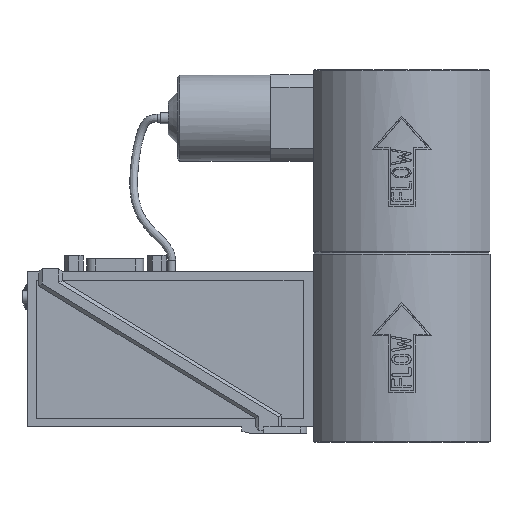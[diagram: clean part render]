
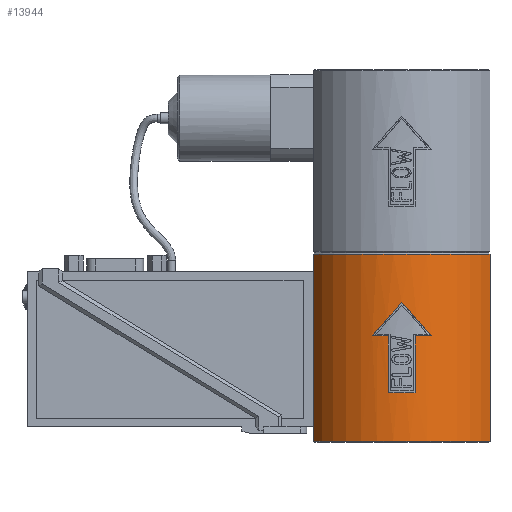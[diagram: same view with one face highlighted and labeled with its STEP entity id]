
A CAD part, left-side view. The second image highlights one B-rep face of the part: STEP entity #13944.
In plain terms, the highlighted cylindrical face has radius 29.5 mm (diameter 59 mm), a partial arc.
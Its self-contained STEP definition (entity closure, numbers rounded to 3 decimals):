
#436=CARTESIAN_POINT('',(-12.961,-26.5,-0.4));
#437=VERTEX_POINT('',#436);
#446=CARTESIAN_POINT('',(-12.961,-26.5,-56.6));
#447=VERTEX_POINT('',#446);
#448=CARTESIAN_POINT('',(-12.961,-26.5,-0.4));
#449=DIRECTION('',(0.0,0.0,-1.0));
#450=VECTOR('',#449,56.2);
#451=LINE('',#448,#450);
#452=EDGE_CURVE('',#437,#447,#451,.T.);
#8982=CARTESIAN_POINT('',(-29.229,-3.988,-42.));
#8983=VERTEX_POINT('',#8982);
#8984=CARTESIAN_POINT('',(-29.229,3.988,-42.0));
#8985=VERTEX_POINT('',#8984);
#8986=CARTESIAN_POINT('',(0.,0.,-42.));
#8987=DIRECTION('',(0.0,0.0,-1.0));
#8988=DIRECTION('',(-1.0,0.0,0.0));
#8989=AXIS2_PLACEMENT_3D('',#8986,#8987,#8988);
#8990=CIRCLE('',#8989,29.5);
#8991=EDGE_CURVE('',#8983,#8985,#8990,.T.);
#9014=CARTESIAN_POINT('',(-29.229,-3.988,-25.));
#9015=VERTEX_POINT('',#9014);
#9016=CARTESIAN_POINT('',(-29.229,-3.988,-25.));
#9017=DIRECTION('',(0.0,0.0,-1.0));
#9018=VECTOR('',#9017,17.);
#9019=LINE('',#9016,#9018);
#9020=EDGE_CURVE('',#9015,#8983,#9019,.T.);
#9038=CARTESIAN_POINT('',(-28.138,-8.861,-25.));
#9039=VERTEX_POINT('',#9038);
#9040=CARTESIAN_POINT('',(0.,0.,-25.));
#9041=DIRECTION('',(0.0,0.0,-1.0));
#9042=DIRECTION('',(-1.0,0.0,0.0));
#9043=AXIS2_PLACEMENT_3D('',#9040,#9041,#9042);
#9044=CIRCLE('',#9043,29.5);
#9045=EDGE_CURVE('',#9039,#9015,#9044,.T.);
#9171=CARTESIAN_POINT('',(-29.5,0.,-15.));
#9172=VERTEX_POINT('',#9171);
#9173=CARTESIAN_POINT('',(-29.5,0.,-15.0));
#9174=CARTESIAN_POINT('',(-29.5,-0.216,-15.24));
#9175=CARTESIAN_POINT('',(-29.496,-0.615,-15.683));
#9176=CARTESIAN_POINT('',(-29.481,-1.087,-16.208));
#9177=CARTESIAN_POINT('',(-29.463,-1.492,-16.659));
#9178=CARTESIAN_POINT('',(-29.446,-1.789,-16.989));
#9179=CARTESIAN_POINT('',(-29.421,-2.16,-17.402));
#9180=CARTESIAN_POINT('',(-29.398,-2.456,-17.732));
#9181=CARTESIAN_POINT('',(-29.365,-2.826,-18.145));
#9182=CARTESIAN_POINT('',(-29.335,-3.122,-18.476));
#9183=CARTESIAN_POINT('',(-29.293,-3.491,-18.888));
#9184=CARTESIAN_POINT('',(-29.257,-3.787,-19.219));
#9185=CARTESIAN_POINT('',(-29.207,-4.155,-19.632));
#9186=CARTESIAN_POINT('',(-29.163,-4.449,-19.962));
#9187=CARTESIAN_POINT('',(-29.105,-4.816,-20.375));
#9188=CARTESIAN_POINT('',(-29.055,-5.109,-20.705));
#9189=CARTESIAN_POINT('',(-28.988,-5.475,-21.118));
#9190=CARTESIAN_POINT('',(-28.932,-5.767,-21.449));
#9191=CARTESIAN_POINT('',(-28.857,-6.131,-21.862));
#9192=CARTESIAN_POINT('',(-28.793,-6.421,-22.192));
#9193=CARTESIAN_POINT('',(-28.71,-6.783,-22.605));
#9194=CARTESIAN_POINT('',(-28.64,-7.072,-22.935));
#9195=CARTESIAN_POINT('',(-28.549,-7.433,-23.348));
#9196=CARTESIAN_POINT('',(-28.473,-7.72,-23.679));
#9197=CARTESIAN_POINT('',(-28.373,-8.078,-24.092));
#9198=CARTESIAN_POINT('',(-28.27,-8.435,-24.504));
#9199=CARTESIAN_POINT('',(-28.182,-8.719,-24.835));
#9200=CARTESIAN_POINT('',(-28.138,-8.861,-25.));
#9201=B_SPLINE_CURVE_WITH_KNOTS('',3,(#9173,#9174,#9175,#9176,#9177,#9178,#9179,#9180,#9181,#9182,#9183,#9184,#9185,#9186,#9187,#9188,#9189,#9190,#9191,#9192,#9193,#9194,#9195,#9196,#9197,#9198,#9199,#9200),.UNSPECIFIED.,.F.,.U.,(4,1,1,1,1,1,1,1,1,1,1,1,1,1,1,1,1,1,1,1,1,1,1,1,1,4),(-1.345,-1.248,-1.167,-1.133,-1.067,-1.033,-0.967,-0.933,-0.867,-0.833,-0.767,-0.733,-0.667,-0.633,-0.567,-0.533,-0.467,-0.433,-0.367,-0.333,-0.267,-0.233,-0.167,-0.133,-0.067,0.0),.UNSPECIFIED.);
#9202=EDGE_CURVE('',#9172,#9039,#9201,.T.);
#9328=CARTESIAN_POINT('',(-28.138,8.861,-25.));
#9329=VERTEX_POINT('',#9328);
#9330=CARTESIAN_POINT('',(-28.138,8.861,-25.0));
#9331=CARTESIAN_POINT('',(-28.203,8.655,-24.76));
#9332=CARTESIAN_POINT('',(-28.318,8.274,-24.317));
#9333=CARTESIAN_POINT('',(-28.446,7.818,-23.792));
#9334=CARTESIAN_POINT('',(-28.551,7.427,-23.341));
#9335=CARTESIAN_POINT('',(-28.624,7.139,-23.011));
#9336=CARTESIAN_POINT('',(-28.712,6.777,-22.598));
#9337=CARTESIAN_POINT('',(-28.778,6.488,-22.268));
#9338=CARTESIAN_POINT('',(-28.858,6.125,-21.855));
#9339=CARTESIAN_POINT('',(-28.918,5.833,-21.524));
#9340=CARTESIAN_POINT('',(-28.989,5.469,-21.112));
#9341=CARTESIAN_POINT('',(-29.043,5.176,-20.781));
#9342=CARTESIAN_POINT('',(-29.106,4.81,-20.368));
#9343=CARTESIAN_POINT('',(-29.153,4.516,-20.038));
#9344=CARTESIAN_POINT('',(-29.207,4.149,-19.625));
#9345=CARTESIAN_POINT('',(-29.248,3.854,-19.295));
#9346=CARTESIAN_POINT('',(-29.294,3.485,-18.882));
#9347=CARTESIAN_POINT('',(-29.328,3.19,-18.551));
#9348=CARTESIAN_POINT('',(-29.366,2.82,-18.138));
#9349=CARTESIAN_POINT('',(-29.392,2.524,-17.808));
#9350=CARTESIAN_POINT('',(-29.422,2.154,-17.395));
#9351=CARTESIAN_POINT('',(-29.442,1.857,-17.065));
#9352=CARTESIAN_POINT('',(-29.463,1.486,-16.652));
#9353=CARTESIAN_POINT('',(-29.477,1.189,-16.321));
#9354=CARTESIAN_POINT('',(-29.489,0.818,-15.908));
#9355=CARTESIAN_POINT('',(-29.498,0.446,-15.496));
#9356=CARTESIAN_POINT('',(-29.5,0.149,-15.165));
#9357=CARTESIAN_POINT('',(-29.5,0.,-15.));
#9358=B_SPLINE_CURVE_WITH_KNOTS('',3,(#9330,#9331,#9332,#9333,#9334,#9335,#9336,#9337,#9338,#9339,#9340,#9341,#9342,#9343,#9344,#9345,#9346,#9347,#9348,#9349,#9350,#9351,#9352,#9353,#9354,#9355,#9356,#9357),.UNSPECIFIED.,.F.,.U.,(4,1,1,1,1,1,1,1,1,1,1,1,1,1,1,1,1,1,1,1,1,1,1,1,1,4),(-1.345,-1.248,-1.167,-1.133,-1.067,-1.033,-0.967,-0.933,-0.867,-0.833,-0.767,-0.733,-0.667,-0.633,-0.567,-0.533,-0.467,-0.433,-0.367,-0.333,-0.267,-0.233,-0.167,-0.133,-0.067,0.0),.UNSPECIFIED.);
#9359=EDGE_CURVE('',#9329,#9172,#9358,.T.);
#9377=CARTESIAN_POINT('',(-29.229,3.988,-25.));
#9378=VERTEX_POINT('',#9377);
#9379=CARTESIAN_POINT('',(0.,0.,-25.));
#9380=DIRECTION('',(0.0,0.0,-1.0));
#9381=DIRECTION('',(-1.0,0.0,0.0));
#9382=AXIS2_PLACEMENT_3D('',#9379,#9380,#9381);
#9383=CIRCLE('',#9382,29.5);
#9384=EDGE_CURVE('',#9378,#9329,#9383,.T.);
#9402=CARTESIAN_POINT('',(-29.229,3.988,-42.0));
#9403=DIRECTION('',(0.0,0.0,1.0));
#9404=VECTOR('',#9403,17.);
#9405=LINE('',#9402,#9404);
#9406=EDGE_CURVE('',#8985,#9378,#9405,.T.);
#13903=CARTESIAN_POINT('',(0.,0.,0.0));
#13904=DIRECTION('',(0.0,0.0,-1.0));
#13905=DIRECTION('',(-1.0,0.0,0.0));
#13906=AXIS2_PLACEMENT_3D('',#13903,#13904,#13905);
#13907=CYLINDRICAL_SURFACE('',#13906,29.5);
#13908=CARTESIAN_POINT('',(-12.961,26.5,-0.4));
#13909=VERTEX_POINT('',#13908);
#13910=CARTESIAN_POINT('',(0.,0.,-0.4));
#13911=DIRECTION('',(0.0,0.0,1.0));
#13912=DIRECTION('',(-1.0,0.0,0.0));
#13913=AXIS2_PLACEMENT_3D('',#13910,#13911,#13912);
#13914=CIRCLE('',#13913,29.5);
#13915=EDGE_CURVE('',#13909,#437,#13914,.T.);
#13916=ORIENTED_EDGE('',*,*,#13915,.F.);
#13917=CARTESIAN_POINT('',(-12.961,26.5,-56.6));
#13918=VERTEX_POINT('',#13917);
#13919=CARTESIAN_POINT('',(-12.961,26.5,-0.4));
#13920=DIRECTION('',(0.0,0.0,-1.0));
#13921=VECTOR('',#13920,56.2);
#13922=LINE('',#13919,#13921);
#13923=EDGE_CURVE('',#13909,#13918,#13922,.T.);
#13924=ORIENTED_EDGE('',*,*,#13923,.T.);
#13925=CARTESIAN_POINT('',(0.,0.,-56.6));
#13926=DIRECTION('',(0.0,0.0,-1.0));
#13927=DIRECTION('',(-1.0,0.0,0.0));
#13928=AXIS2_PLACEMENT_3D('',#13925,#13926,#13927);
#13929=CIRCLE('',#13928,29.5);
#13930=EDGE_CURVE('',#447,#13918,#13929,.T.);
#13931=ORIENTED_EDGE('',*,*,#13930,.F.);
#13932=ORIENTED_EDGE('',*,*,#452,.F.);
#13933=EDGE_LOOP('',(#13916,#13924,#13931,#13932));
#13934=FACE_OUTER_BOUND('',#13933,.T.);
#13935=ORIENTED_EDGE('',*,*,#8991,.T.);
#13936=ORIENTED_EDGE('',*,*,#9406,.T.);
#13937=ORIENTED_EDGE('',*,*,#9384,.T.);
#13938=ORIENTED_EDGE('',*,*,#9359,.T.);
#13939=ORIENTED_EDGE('',*,*,#9202,.T.);
#13940=ORIENTED_EDGE('',*,*,#9045,.T.);
#13941=ORIENTED_EDGE('',*,*,#9020,.T.);
#13942=EDGE_LOOP('',(#13935,#13936,#13937,#13938,#13939,#13940,#13941));
#13943=FACE_BOUND('',#13942,.T.);
#13944=ADVANCED_FACE('',(#13934,#13943),#13907,.T.);
